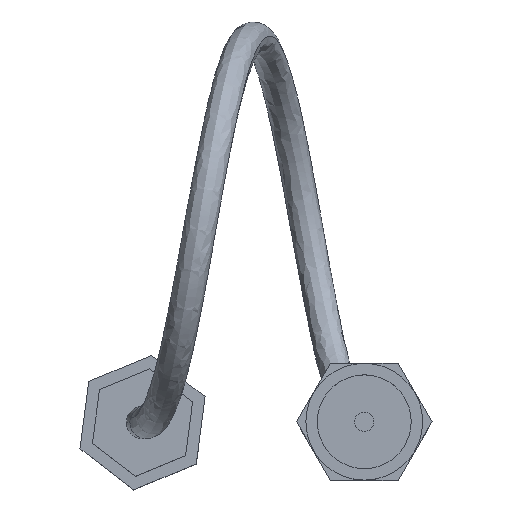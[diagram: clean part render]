
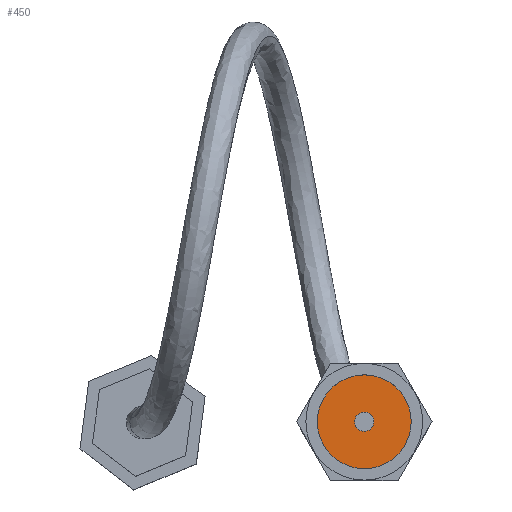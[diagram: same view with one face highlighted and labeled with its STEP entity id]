
A CAD part, top view. The second image highlights one B-rep face of the part: STEP entity #450.
In plain terms, the highlighted face is planar.
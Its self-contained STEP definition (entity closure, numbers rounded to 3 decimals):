
#56 = AXIS2_PLACEMENT_3D ( 'NONE', #535, #1734, #1901 ) ;
#57 = CARTESIAN_POINT ( 'NONE',  ( 0., 2.794, -0.65 ) ) ;
#78 = DIRECTION ( 'NONE',  ( 0., 0., -1. ) ) ;
#80 = CARTESIAN_POINT ( 'NONE',  ( 0., 2.794, 0. ) ) ;
#100 = CIRCLE ( 'NONE', #1822, 0.65 ) ;
#129 = FACE_OUTER_BOUND ( 'NONE', #1025, .T. ) ;
#188 = AXIS2_PLACEMENT_3D ( 'NONE', #870, #1183, #516 ) ;
#203 = VERTEX_POINT ( 'NONE', #57 ) ;
#211 = EDGE_CURVE ( 'NONE', #203, #1865, #100, .T. ) ;
#323 = CIRCLE ( 'NONE', #188, 3.175 ) ;
#375 = CIRCLE ( 'NONE', #56, 3.175 ) ;
#414 = ORIENTED_EDGE ( 'NONE', *, *, #1695, .T. ) ;
#420 = CARTESIAN_POINT ( 'NONE',  ( 0., 2.794, 3.175 ) ) ;
#450 = ADVANCED_FACE ( 'NONE', ( #1136, #129 ), #874, .T. ) ;
#507 = AXIS2_PLACEMENT_3D ( 'NONE', #80, #1177, #747 ) ;
#516 = DIRECTION ( 'NONE',  ( 0., 0., -1. ) ) ;
#535 = CARTESIAN_POINT ( 'NONE',  ( 0., 2.794, 0. ) ) ;
#570 = CIRCLE ( 'NONE', #1196, 0.65 ) ;
#592 = VERTEX_POINT ( 'NONE', #1395 ) ;
#709 = CARTESIAN_POINT ( 'NONE',  ( 0., 2.794, 0. ) ) ;
#746 = ORIENTED_EDGE ( 'NONE', *, *, #818, .T. ) ;
#747 = DIRECTION ( 'NONE',  ( 0., 0., -1. ) ) ;
#818 = EDGE_CURVE ( 'NONE', #592, #1169, #375, .T. ) ;
#870 = CARTESIAN_POINT ( 'NONE',  ( 0., 2.794, 0. ) ) ;
#874 = PLANE ( 'NONE',  #507 ) ;
#971 = EDGE_CURVE ( 'NONE', #1865, #203, #570, .T. ) ;
#1025 = EDGE_LOOP ( 'NONE', ( #746, #414 ) ) ;
#1136 = FACE_BOUND ( 'NONE', #1688, .T. ) ;
#1169 = VERTEX_POINT ( 'NONE', #420 ) ;
#1177 = DIRECTION ( 'NONE',  ( 0., -1., 0. ) ) ;
#1183 = DIRECTION ( 'NONE',  ( 0., -1., 0. ) ) ;
#1196 = AXIS2_PLACEMENT_3D ( 'NONE', #1485, #1939, #78 ) ;
#1369 = ORIENTED_EDGE ( 'NONE', *, *, #211, .F. ) ;
#1395 = CARTESIAN_POINT ( 'NONE',  ( 0., 2.794, -3.175 ) ) ;
#1470 = DIRECTION ( 'NONE',  ( 0., -1., 0. ) ) ;
#1485 = CARTESIAN_POINT ( 'NONE',  ( 0., 2.794, 0. ) ) ;
#1553 = ORIENTED_EDGE ( 'NONE', *, *, #971, .F. ) ;
#1659 = DIRECTION ( 'NONE',  ( 0., 0., -1. ) ) ;
#1688 = EDGE_LOOP ( 'NONE', ( #1369, #1553 ) ) ;
#1695 = EDGE_CURVE ( 'NONE', #1169, #592, #323, .T. ) ;
#1734 = DIRECTION ( 'NONE',  ( 0., -1., 0. ) ) ;
#1822 = AXIS2_PLACEMENT_3D ( 'NONE', #709, #1470, #1659 ) ;
#1865 = VERTEX_POINT ( 'NONE', #1944 ) ;
#1901 = DIRECTION ( 'NONE',  ( 0., 0., -1. ) ) ;
#1939 = DIRECTION ( 'NONE',  ( 0., -1., 0. ) ) ;
#1944 = CARTESIAN_POINT ( 'NONE',  ( 0., 2.794, 0.65 ) ) ;
